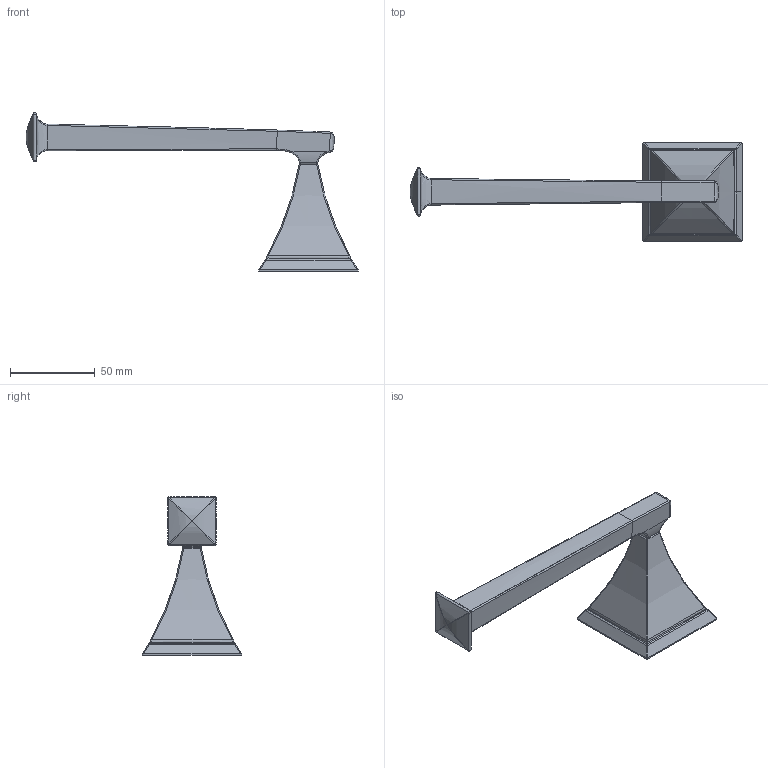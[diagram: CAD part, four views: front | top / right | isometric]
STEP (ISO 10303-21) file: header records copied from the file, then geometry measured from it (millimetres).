
FILE_DESCRIPTION((''),'2;1');
FILE_NAME('41-27','2021-01-28T17:37:30',('rsmith'),(''),'CREO PARAMETRIC BY PTC INC, 2018400','CREO PARAMETRIC BY PTC INC, 2018400','');
FILE_SCHEMA(('AUTOMOTIVE_DESIGN { 1 0 10303 214 1 1 1 1 }'));
Length unit declared in the file: inch
Products named in the file (1): 41-27
Bounding box: 195.85 x 58.42 x 93.48 mm (x, y, z)
Volume: 108750.6 mm3; surface area: 22972.4 mm2
Topology: 1 solids, 1 shells, 146 faces, 319 edges, 171 vertices
Faces by surface type: bspline 110, plane 14, cylinder 11, sphere 8, extrusion 3
Entity records: 9382 total; most frequent: CARTESIAN_POINT 5801, ORIENTED_EDGE 630, PRESENTATION_STYLE_ASSIGNMENT 323, STYLED_ITEM 323, CURVE_STYLE 315, EDGE_CURVE 315, DIRECTION 277, B_SPLINE_CURVE_WITH_KNOTS 185
